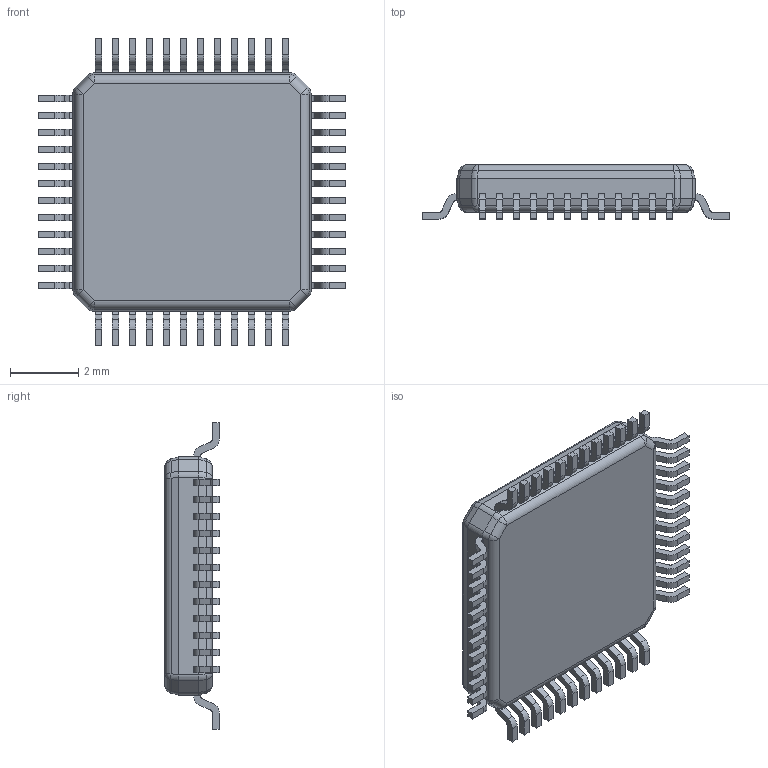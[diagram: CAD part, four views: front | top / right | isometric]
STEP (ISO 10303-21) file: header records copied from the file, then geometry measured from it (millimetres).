
FILE_DESCRIPTION (( 'STEP AP214' ), '1' );
FILE_NAME ( 'QFP48P50_900X900X160L60X20.STEP', '2018-12-10T11:45:26', ( '' ), ( '' ), 'Part was generated with the free Library Expert Lite available at www.PCBLibraries.com. Removing line will violate the End User License Agreement.', '©2017 PCB Libraries, Inc.', '' );
FILE_SCHEMA (( 'AUTOMOTIVE_DESIGN' ));
Length unit declared in the file: millimetre
Products named in the file (1): QFP48P50_900X900X160L60X20
Bounding box: 9 x 1.6 x 9 mm (x, y, z)
Volume: 68.7 mm3; surface area: 180.1 mm2
Topology: 49 solids, 49 shells, 761 faces, 1948 edges, 1270 vertices
Faces by surface type: plane 509, cylinder 234, sphere 16, torus 2
Entity records: 25471 total; most frequent: CARTESIAN_POINT 4104, ORIENTED_EDGE 3860, DIRECTION 3842, EDGE_CURVE 1930, VECTOR 1442, LINE 1442, VERTEX_POINT 1270, AXIS2_PLACEMENT_3D 1200
